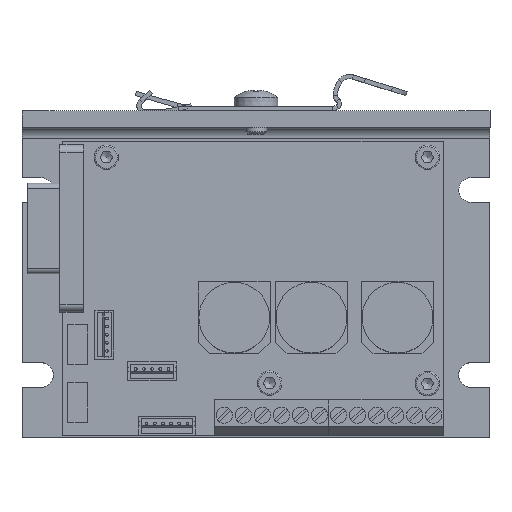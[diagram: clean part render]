
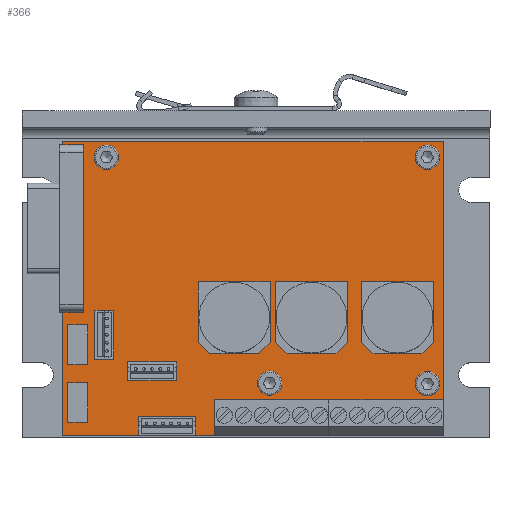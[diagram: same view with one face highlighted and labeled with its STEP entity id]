
A CAD part, top view. The second image highlights one B-rep face of the part: STEP entity #366.
In plain terms, the highlighted planar face has unit normal (0, 0, 1).
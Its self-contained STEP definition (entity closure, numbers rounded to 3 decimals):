
#123=CARTESIAN_POINT('',(33.6,-17.25,1.6));
#124=VERTEX_POINT('',#123);
#125=CARTESIAN_POINT('',(32.1,-17.25,1.6));
#126=DIRECTION('',(0.0,0.0,-1.0));
#127=DIRECTION('',(1.0,0.0,0.0));
#128=AXIS2_PLACEMENT_3D('',#125,#126,#127);
#129=CIRCLE('',#128,1.5);
#130=EDGE_CURVE('',#124,#124,#129,.T.);
#151=CARTESIAN_POINT('',(-25.4,24.35,1.6));
#152=VERTEX_POINT('',#151);
#153=CARTESIAN_POINT('',(-26.9,24.35,1.6));
#154=DIRECTION('',(0.0,0.0,-1.0));
#155=DIRECTION('',(1.0,0.0,0.0));
#156=AXIS2_PLACEMENT_3D('',#153,#154,#155);
#157=CIRCLE('',#156,1.5);
#158=EDGE_CURVE('',#152,#152,#157,.T.);
#179=CARTESIAN_POINT('',(33.6,24.35,1.6));
#180=VERTEX_POINT('',#179);
#181=CARTESIAN_POINT('',(32.1,24.35,1.6));
#182=DIRECTION('',(0.0,0.0,-1.0));
#183=DIRECTION('',(1.0,0.0,0.0));
#184=AXIS2_PLACEMENT_3D('',#181,#182,#183);
#185=CIRCLE('',#184,1.5);
#186=EDGE_CURVE('',#180,#180,#185,.T.);
#207=CARTESIAN_POINT('',(4.5,-17.25,1.6));
#208=VERTEX_POINT('',#207);
#209=CARTESIAN_POINT('',(3.,-17.25,1.6));
#210=DIRECTION('',(0.0,0.0,-1.0));
#211=DIRECTION('',(1.0,0.0,0.0));
#212=AXIS2_PLACEMENT_3D('',#209,#210,#211);
#213=CIRCLE('',#212,1.5);
#214=EDGE_CURVE('',#208,#208,#213,.T.);
#234=CARTESIAN_POINT('',(35.,27.25,1.6));
#235=VERTEX_POINT('',#234);
#242=CARTESIAN_POINT('',(35.,-26.75,1.6));
#243=VERTEX_POINT('',#242);
#244=CARTESIAN_POINT('',(35.0,-26.75,1.6));
#245=DIRECTION('',(0.0,1.0,0.0));
#246=VECTOR('',#245,54.0);
#247=LINE('',#244,#246);
#248=EDGE_CURVE('',#243,#235,#247,.T.);
#273=CARTESIAN_POINT('',(-35.,-26.75,1.6));
#274=VERTEX_POINT('',#273);
#275=CARTESIAN_POINT('',(-35.,-26.75,1.6));
#276=DIRECTION('',(1.0,0.0,0.0));
#277=VECTOR('',#276,70.0);
#278=LINE('',#275,#277);
#279=EDGE_CURVE('',#274,#243,#278,.T.);
#304=CARTESIAN_POINT('',(-35.,27.25,1.6));
#305=VERTEX_POINT('',#304);
#306=CARTESIAN_POINT('',(-35.0,27.25,1.6));
#307=DIRECTION('',(0.0,-1.0,0.0));
#308=VECTOR('',#307,54.);
#309=LINE('',#306,#308);
#310=EDGE_CURVE('',#305,#274,#309,.T.);
#333=CARTESIAN_POINT('',(35.,27.25,1.6));
#334=DIRECTION('',(-1.0,0.0,0.0));
#335=VECTOR('',#334,70.0);
#336=LINE('',#333,#335);
#337=EDGE_CURVE('',#235,#305,#336,.T.);
#343=CARTESIAN_POINT('',(0.,0.25,1.6));
#344=DIRECTION('',(0.0,0.0,1.0));
#345=DIRECTION('',(1.0,0.0,0.0));
#346=AXIS2_PLACEMENT_3D('',#343,#344,#345);
#347=PLANE('',#346);
#348=ORIENTED_EDGE('',*,*,#337,.T.);
#349=ORIENTED_EDGE('',*,*,#310,.T.);
#350=ORIENTED_EDGE('',*,*,#279,.T.);
#351=ORIENTED_EDGE('',*,*,#248,.T.);
#352=EDGE_LOOP('',(#348,#349,#350,#351));
#353=FACE_OUTER_BOUND('',#352,.T.);
#354=ORIENTED_EDGE('',*,*,#130,.T.);
#355=EDGE_LOOP('',(#354));
#356=FACE_BOUND('',#355,.T.);
#357=ORIENTED_EDGE('',*,*,#158,.T.);
#358=EDGE_LOOP('',(#357));
#359=FACE_BOUND('',#358,.T.);
#360=ORIENTED_EDGE('',*,*,#186,.T.);
#361=EDGE_LOOP('',(#360));
#362=FACE_BOUND('',#361,.T.);
#363=ORIENTED_EDGE('',*,*,#214,.T.);
#364=EDGE_LOOP('',(#363));
#365=FACE_BOUND('',#364,.T.);
#366=ADVANCED_FACE('',(#353,#356,#359,#362,#365),#347,.T.);
